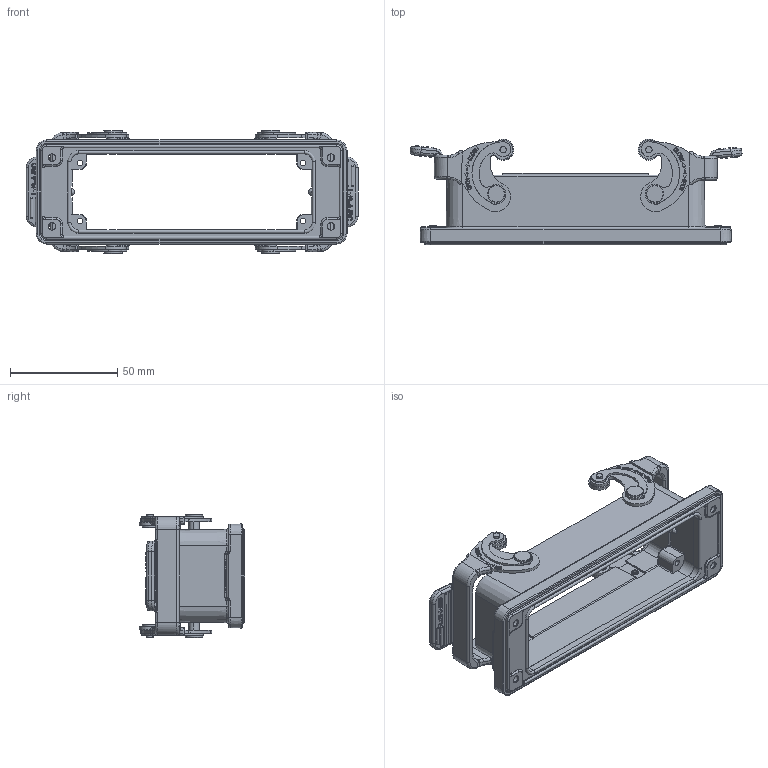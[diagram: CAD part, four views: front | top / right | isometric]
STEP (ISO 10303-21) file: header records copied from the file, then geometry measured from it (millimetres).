
FILE_DESCRIPTION((''),'2;1');
FILE_NAME('H24B-BK-X_20','2017-11-10T',('sy.ji'),(''),'PRO/ENGINEER BY PARAMETRIC TECHNOLOGY CORPORATION, 2014310','PRO/ENGINEER BY PARAMETRIC TECHNOLOGY CORPORATION, 2014310','');
FILE_SCHEMA(('CONFIG_CONTROL_DESIGN'));
Products named in the file (1): H24B-BK-X_20
Bounding box: 154.75 x 49.21 x 57.5 mm (x, y, z)
Volume: 65026 mm3; surface area: 46991.9 mm2
Topology: 6 solids, 17 shells, 1995 faces, 5420 edges, 3528 vertices
Faces by surface type: plane 891, cylinder 518, extrusion 174, torus 136, cone 118, bspline 82, sphere 76
Entity records: 78413 total; most frequent: CARTESIAN_POINT 19039, ORIENTED_EDGE 10716, DIRECTION 9677, EDGE_CURVE 5366, VERTEX_POINT 3528, AXIS2_PLACEMENT_3D 3298, VECTOR 3081, LINE 2907
